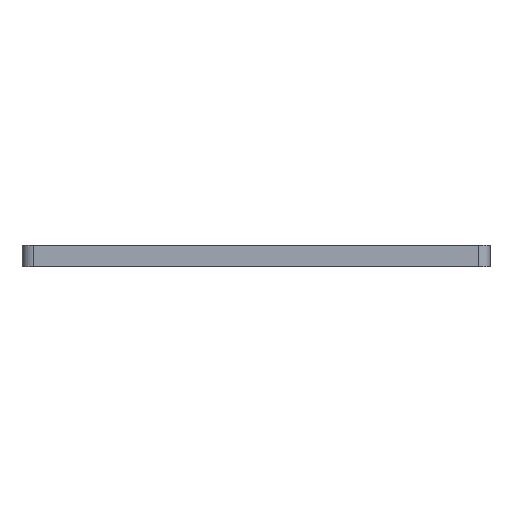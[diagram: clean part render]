
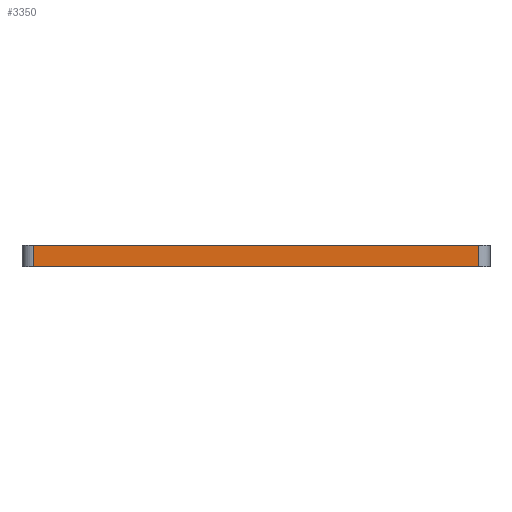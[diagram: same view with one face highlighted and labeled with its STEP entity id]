
A CAD part, front view. The second image highlights one B-rep face of the part: STEP entity #3350.
In plain terms, the highlighted planar face has unit normal (0, -1, 0).
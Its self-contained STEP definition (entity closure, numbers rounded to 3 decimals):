
#152 = ORIENTED_EDGE ( 'NONE', *, *, #3101, .F. ) ;
#296 = CARTESIAN_POINT ( 'NONE',  ( -83.791, -89.5, 8. ) ) ;
#462 = CARTESIAN_POINT ( 'NONE',  ( -83.791, -89.5, 0. ) ) ;
#505 = DIRECTION ( 'NONE',  ( 1., 0., 0. ) ) ;
#584 = ORIENTED_EDGE ( 'NONE', *, *, #2854, .T. ) ;
#612 = VERTEX_POINT ( 'NONE', #296 ) ;
#823 = EDGE_CURVE ( 'NONE', #1705, #1841, #3213, .T. ) ;
#861 = CARTESIAN_POINT ( 'NONE',  ( 83.791, -89.5, 0. ) ) ;
#899 = VECTOR ( 'NONE', #971, 1000. ) ;
#971 = DIRECTION ( 'NONE',  ( 0., 0., -1. ) ) ;
#1302 = CARTESIAN_POINT ( 'NONE',  ( -83.791, -89.5, 8. ) ) ;
#1489 = CARTESIAN_POINT ( 'NONE',  ( 83.791, -89.5, 259.44 ) ) ;
#1490 = VERTEX_POINT ( 'NONE', #3318 ) ;
#1618 = DIRECTION ( 'NONE',  ( 0., 0., 1. ) ) ;
#1652 = DIRECTION ( 'NONE',  ( -1., 0., 0. ) ) ;
#1705 = VERTEX_POINT ( 'NONE', #2588 ) ;
#1841 = VERTEX_POINT ( 'NONE', #861 ) ;
#1848 = VECTOR ( 'NONE', #505, 1000. ) ;
#2039 = LINE ( 'NONE', #1489, #3378 ) ;
#2064 = ORIENTED_EDGE ( 'NONE', *, *, #823, .T. ) ;
#2233 = AXIS2_PLACEMENT_3D ( 'NONE', #2527, #3193, #1618 ) ;
#2253 = LINE ( 'NONE', #1302, #3831 ) ;
#2476 = CARTESIAN_POINT ( 'NONE',  ( -83.791, -89.5, 259.44 ) ) ;
#2527 = CARTESIAN_POINT ( 'NONE',  ( -83.791, -89.5, 259.44 ) ) ;
#2588 = CARTESIAN_POINT ( 'NONE',  ( -83.791, -89.5, 0. ) ) ;
#2854 = EDGE_CURVE ( 'NONE', #612, #1705, #3683, .T. ) ;
#2870 = PLANE ( 'NONE',  #2233 ) ;
#3101 = EDGE_CURVE ( 'NONE', #1490, #1841, #2039, .T. ) ;
#3193 = DIRECTION ( 'NONE',  ( 0., 1., 0. ) ) ;
#3213 = LINE ( 'NONE', #462, #1848 ) ;
#3215 = DIRECTION ( 'NONE',  ( 0., 0., -1. ) ) ;
#3232 = EDGE_LOOP ( 'NONE', ( #152, #3363, #584, #2064 ) ) ;
#3318 = CARTESIAN_POINT ( 'NONE',  ( 83.791, -89.5, 8. ) ) ;
#3350 = ADVANCED_FACE ( 'NONE', ( #3675 ), #2870, .F. ) ;
#3363 = ORIENTED_EDGE ( 'NONE', *, *, #3848, .T. ) ;
#3378 = VECTOR ( 'NONE', #3215, 1000. ) ;
#3675 = FACE_OUTER_BOUND ( 'NONE', #3232, .T. ) ;
#3683 = LINE ( 'NONE', #2476, #899 ) ;
#3831 = VECTOR ( 'NONE', #1652, 1000. ) ;
#3848 = EDGE_CURVE ( 'NONE', #1490, #612, #2253, .T. ) ;
